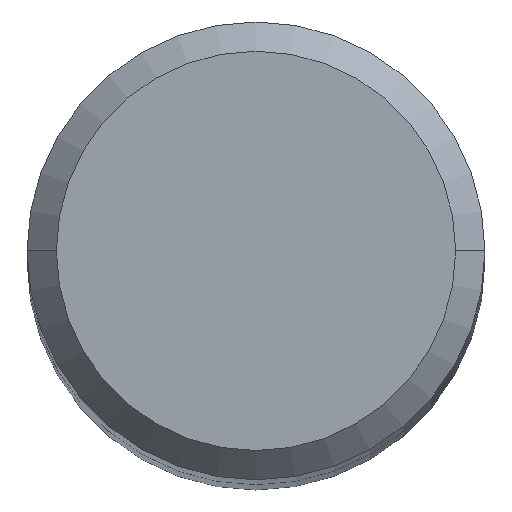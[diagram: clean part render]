
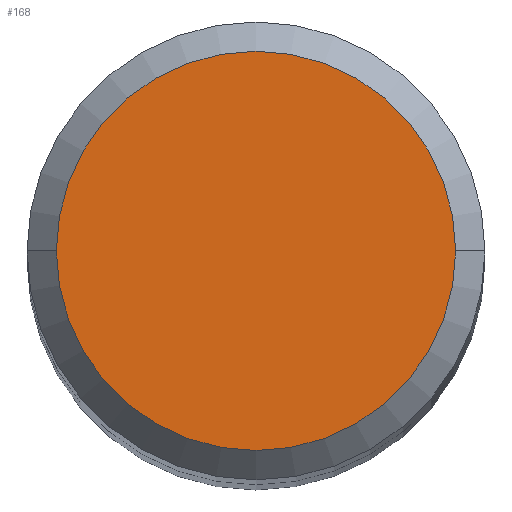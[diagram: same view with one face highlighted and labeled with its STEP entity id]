
A CAD part, top view. The second image highlights one B-rep face of the part: STEP entity #168.
In plain terms, the highlighted planar face has unit normal (0, 0, 1).
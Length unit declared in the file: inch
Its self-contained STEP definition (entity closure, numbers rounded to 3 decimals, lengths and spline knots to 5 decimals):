
#4 = ORIENTED_EDGE ( 'NONE', *, *, #436, .T. ) ;
#17 = FACE_OUTER_BOUND ( 'NONE', #345, .T. ) ;
#26 = DIRECTION ( 'NONE',  ( 1., 0., 0. ) ) ;
#62 = DIRECTION ( 'NONE',  ( 0., 0., 1. ) ) ;
#73 = DIRECTION ( 'NONE',  ( 0., 0., 1. ) ) ;
#82 = AXIS2_PLACEMENT_3D ( 'NONE', #392, #73, #290 ) ;
#108 = AXIS2_PLACEMENT_3D ( 'NONE', #474, #62, #26 ) ;
#114 = CARTESIAN_POINT ( 'NONE',  ( 0.13625, 0., 0. ) ) ;
#121 = PLANE ( 'NONE',  #303 ) ;
#133 = DIRECTION ( 'NONE',  ( 0., 0., -1. ) ) ;
#143 = CIRCLE ( 'NONE', #82, 0.13625 ) ;
#168 = ADVANCED_FACE ( 'NONE', ( #17 ), #121, .F. ) ;
#195 = EDGE_CURVE ( 'NONE', #265, #384, #143, .T. ) ;
#225 = CARTESIAN_POINT ( 'NONE',  ( -0.13625, 0., 0. ) ) ;
#265 = VERTEX_POINT ( 'NONE', #114 ) ;
#274 = DIRECTION ( 'NONE',  ( -1., 0., 0. ) ) ;
#289 = CARTESIAN_POINT ( 'NONE',  ( 0., 0.13625, 0. ) ) ;
#290 = DIRECTION ( 'NONE',  ( 1., 0., 0. ) ) ;
#303 = AXIS2_PLACEMENT_3D ( 'NONE', #289, #133, #274 ) ;
#345 = EDGE_LOOP ( 'NONE', ( #4, #417 ) ) ;
#384 = VERTEX_POINT ( 'NONE', #225 ) ;
#392 = CARTESIAN_POINT ( 'NONE',  ( 0., 0., 0. ) ) ;
#417 = ORIENTED_EDGE ( 'NONE', *, *, #195, .T. ) ;
#436 = EDGE_CURVE ( 'NONE', #384, #265, #484, .T. ) ;
#474 = CARTESIAN_POINT ( 'NONE',  ( 0., 0., 0. ) ) ;
#484 = CIRCLE ( 'NONE', #108, 0.13625 ) ;
